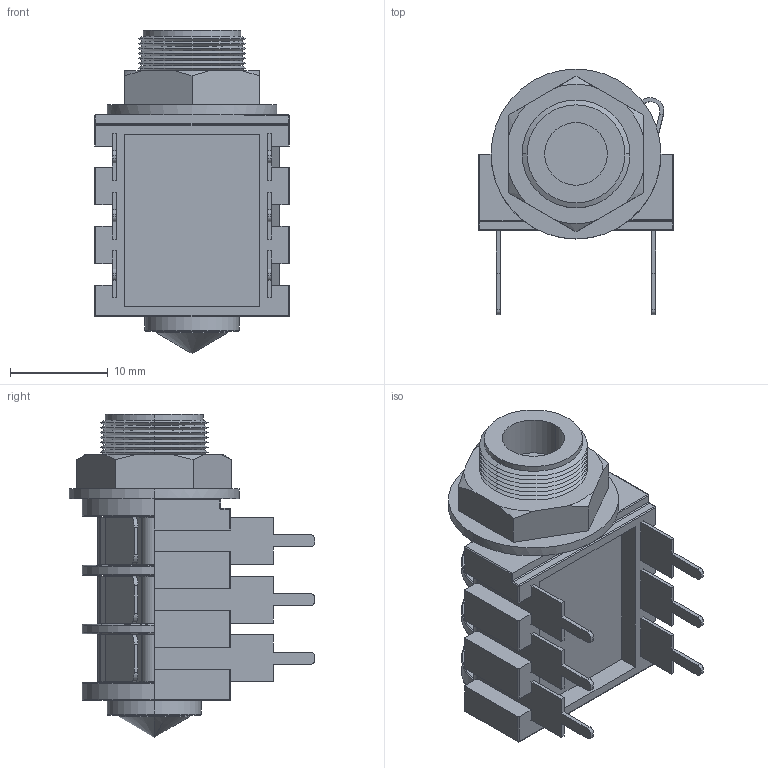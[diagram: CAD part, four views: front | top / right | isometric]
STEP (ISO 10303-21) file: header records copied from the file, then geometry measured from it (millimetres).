
FILE_DESCRIPTION (( 'STEP AP203' ), '1' );
FILE_NAME ('AUDIO JACK 2.STEP', '2018-12-26T14:44:36', ( '' ), ( '' ), 'SwSTEP 2.0', 'SolidWorks 2018', '' );
FILE_SCHEMA (( 'CONFIG_CONTROL_DESIGN' ));
Length unit declared in the file: millimetre
Products named in the file (1): AUDIO JACK 2
Bounding box: 19.85 x 25.07 x 32.99 mm (x, y, z)
Volume: 3920.8 mm3; surface area: 5368.1 mm2
Topology: 7 solids, 8 shells, 364 faces, 875 edges, 522 vertices
Faces by surface type: plane 218, cylinder 83, cone 44, torus 14, sphere 5
Entity records: 10417 total; most frequent: DIRECTION 1829, CARTESIAN_POINT 1809, ORIENTED_EDGE 1736, EDGE_CURVE 868, AXIS2_PLACEMENT_3D 610, VECTOR 609, LINE 609, VERTEX_POINT 522
